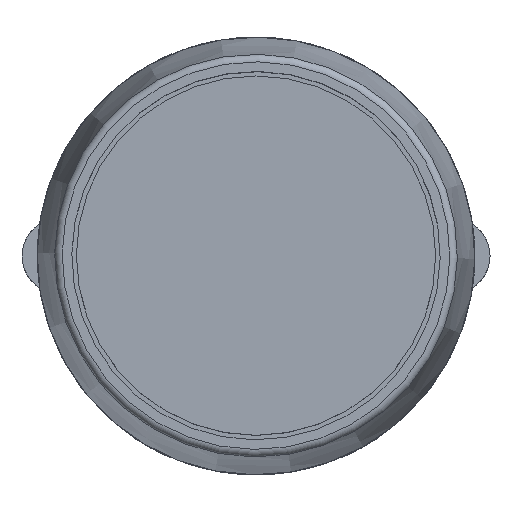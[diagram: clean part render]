
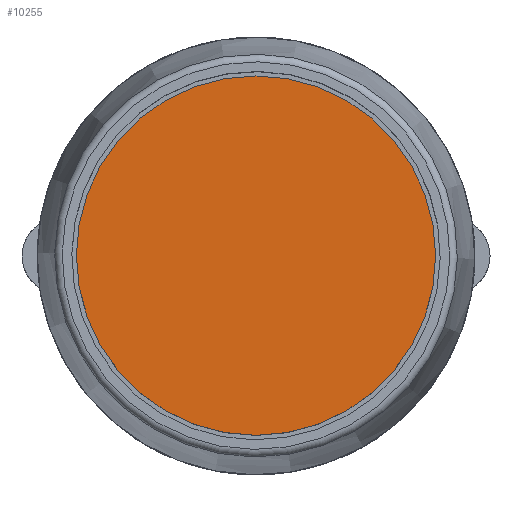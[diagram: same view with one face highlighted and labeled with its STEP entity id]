
A CAD part, top view. The second image highlights one B-rep face of the part: STEP entity #10255.
In plain terms, the highlighted planar face has unit normal (0, 0, 1).
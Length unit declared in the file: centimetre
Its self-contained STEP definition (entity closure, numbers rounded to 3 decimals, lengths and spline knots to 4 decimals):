
#632=PLANE('',#11220);
#1199=FACE_OUTER_BOUND('',#1827,.T.);
#1827=EDGE_LOOP('',(#9525));
#4052=CIRCLE('',#11219,1.19);
#5071=VERTEX_POINT('',#17770);
#6555=EDGE_CURVE('',#5071,#5071,#4052,.T.);
#9525=ORIENTED_EDGE('',*,*,#6555,.F.);
#10255=ADVANCED_FACE('',(#1199),#632,.F.);
#11219=AXIS2_PLACEMENT_3D('',#17771,#14016,#14017);
#11220=AXIS2_PLACEMENT_3D('',#17773,#14019,#14020);
#14016=DIRECTION('center_axis',(0.,0.,
-1.));
#14017=DIRECTION('ref_axis',(1.,0.,0.));
#14019=DIRECTION('center_axis',(0.,0.,
-1.));
#14020=DIRECTION('ref_axis',(1.,0.,0.));
#17770=CARTESIAN_POINT('',(-1.19,0.,2.91));
#17771=CARTESIAN_POINT('Origin',(0.,0.,
2.91));
#17773=CARTESIAN_POINT('Origin',(0.,0.,
2.91));
